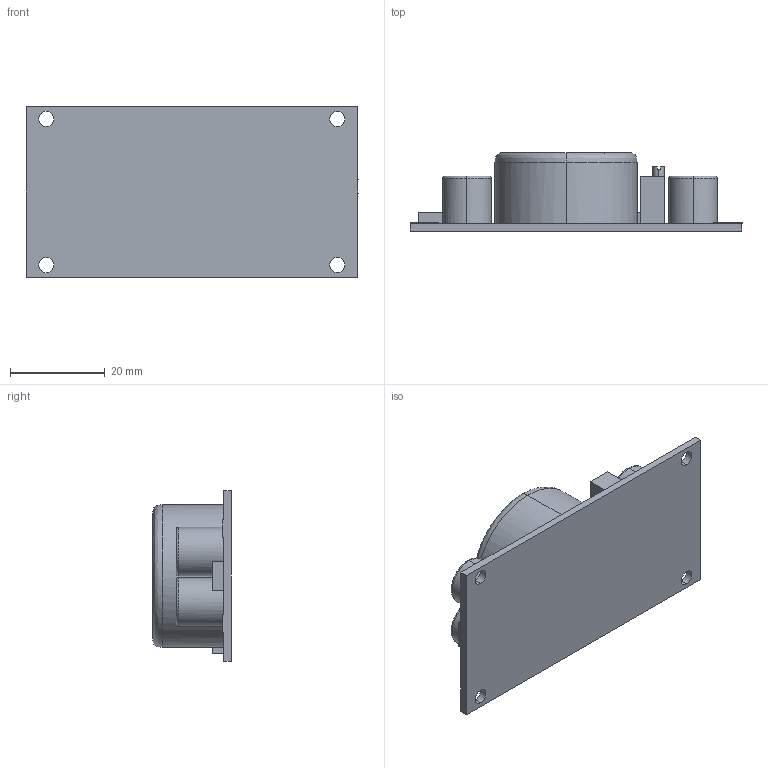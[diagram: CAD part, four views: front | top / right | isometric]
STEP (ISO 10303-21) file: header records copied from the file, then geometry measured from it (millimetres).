
FILE_DESCRIPTION (( 'STEP AP214' ), '1' );
FILE_NAME ('boost converter 50V 250W.STEP', '2025-05-02T09:36:13', ( '' ), ( '' ), 'SwSTEP 2.0', 'SolidWorks 2023', '' );
FILE_SCHEMA (( 'AUTOMOTIVE_DESIGN' ));
Length unit declared in the file: millimetre
Products named in the file (1): boost converter 50V 250W
Bounding box: 70.08 x 16.6 x 36 mm (x, y, z)
Volume: 17875.4 mm3; surface area: 9229.7 mm2
Topology: 1 solids, 1 shells, 144 faces, 368 edges, 240 vertices
Faces by surface type: plane 95, bspline 25, cylinder 24
Entity records: 7403 total; most frequent: CARTESIAN_POINT 4034, ORIENTED_EDGE 736, DIRECTION 588, EDGE_CURVE 368, VECTOR 256, LINE 256, VERTEX_POINT 240, EDGE_LOOP 166
